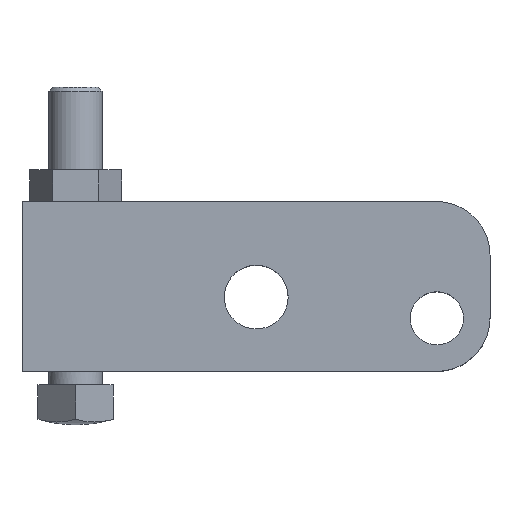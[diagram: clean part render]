
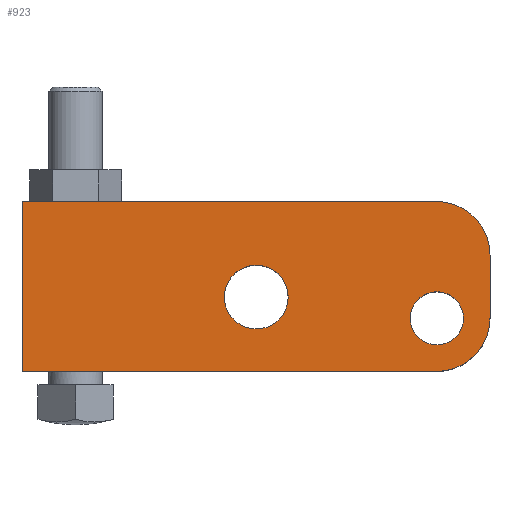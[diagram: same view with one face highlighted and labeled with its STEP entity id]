
A CAD part, top view. The second image highlights one B-rep face of the part: STEP entity #923.
In plain terms, the highlighted planar face has unit normal (0, 0, 1).
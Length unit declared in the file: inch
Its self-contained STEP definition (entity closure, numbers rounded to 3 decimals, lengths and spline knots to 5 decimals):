
#179=CARTESIAN_POINT('',(0.,0.,0.75));
#180=DIRECTION('',(0.,0.,-1.));
#181=DIRECTION('',(-1.,0.,0.));
#182=AXIS2_PLACEMENT_3D('',#179,#180,#181);
#184=CARTESIAN_POINT('',(0.,0.,0.75));
#185=DIRECTION('',(0.,0.,-1.));
#186=DIRECTION('',(1.,0.,0.));
#187=AXIS2_PLACEMENT_3D('',#184,#185,#186);
#189=CARTESIAN_POINT('',(-2.125,0.25,0.75));
#190=DIRECTION('',(0.,0.,-1.));
#191=DIRECTION('',(-1.,0.,0.));
#192=AXIS2_PLACEMENT_3D('',#189,#190,#191);
#194=CARTESIAN_POINT('',(-2.125,0.25,0.75));
#195=DIRECTION('',(0.,0.,-1.));
#196=DIRECTION('',(1.,0.,0.));
#197=AXIS2_PLACEMENT_3D('',#194,#195,#196);
#199=DIRECTION('',(0.,1.,0.));
#200=VECTOR('',#199,0.74);
#201=CARTESIAN_POINT('',(0.625,0.005,0.75));
#202=LINE('',#201,#200);
#203=DIRECTION('',(1.,0.,0.));
#204=VECTOR('',#203,4.875);
#205=CARTESIAN_POINT('',(-4.88,-0.625,0.75));
#206=LINE('',#205,#204);
#207=DIRECTION('',(0.,-1.,0.));
#208=VECTOR('',#207,2.);
#209=CARTESIAN_POINT('',(-4.88,1.375,0.75));
#210=LINE('',#209,#208);
#211=DIRECTION('',(-1.,0.,0.));
#212=VECTOR('',#211,4.875);
#213=CARTESIAN_POINT('',(-0.005,1.375,0.75));
#214=LINE('',#213,#212);
#246=CARTESIAN_POINT('',(-0.005,0.745,0.75));
#247=DIRECTION('',(0.,0.,1.));
#248=DIRECTION('',(1.,0.,0.));
#249=AXIS2_PLACEMENT_3D('',#246,#247,#248);
#423=CARTESIAN_POINT('',(-0.005,0.005,0.75));
#424=DIRECTION('',(0.,0.,1.));
#425=DIRECTION('',(0.,-1.,0.));
#426=AXIS2_PLACEMENT_3D('',#423,#424,#425);
#495=CARTESIAN_POINT('',(-4.88,1.375,0.75));
#496=CARTESIAN_POINT('',(-4.88,-0.625,0.75));
#497=VERTEX_POINT('',#495);
#498=VERTEX_POINT('',#496);
#503=CARTESIAN_POINT('',(-0.31325,0.,0.75));
#504=CARTESIAN_POINT('',(0.31325,0.,0.75));
#505=VERTEX_POINT('',#503);
#506=VERTEX_POINT('',#504);
#511=CARTESIAN_POINT('',(-2.50025,0.25,0.75));
#512=CARTESIAN_POINT('',(-1.74975,0.25,0.75));
#513=VERTEX_POINT('',#511);
#514=VERTEX_POINT('',#512);
#533=CARTESIAN_POINT('',(-0.005,-0.625,0.75));
#534=VERTEX_POINT('',#533);
#537=CARTESIAN_POINT('',(0.625,0.005,0.75));
#538=VERTEX_POINT('',#537);
#547=CARTESIAN_POINT('',(0.625,0.745,0.75));
#549=VERTEX_POINT('',#547);
#551=CARTESIAN_POINT('',(-0.005,1.375,0.75));
#552=VERTEX_POINT('',#551);
#897=CARTESIAN_POINT('',(0.,0.,0.75));
#898=DIRECTION('',(0.,0.,1.));
#899=DIRECTION('',(1.,0.,0.));
#900=AXIS2_PLACEMENT_3D('',#897,#898,#899);
#901=PLANE('',#900);
#903=ORIENTED_EDGE('',*,*,#902,.F.);
#905=ORIENTED_EDGE('',*,*,#904,.F.);
#907=ORIENTED_EDGE('',*,*,#906,.F.);
#908=ORIENTED_EDGE('',*,*,#741,.F.);
#910=ORIENTED_EDGE('',*,*,#909,.F.);
#912=ORIENTED_EDGE('',*,*,#911,.F.);
#913=EDGE_LOOP('',(#903,#905,#907,#908,#910,#912));
#914=FACE_OUTER_BOUND('',#913,.F.);
#915=ORIENTED_EDGE('',*,*,#806,.F.);
#916=ORIENTED_EDGE('',*,*,#834,.F.);
#917=EDGE_LOOP('',(#915,#916));
#918=FACE_BOUND('',#917,.F.);
#919=ORIENTED_EDGE('',*,*,#877,.F.);
#920=ORIENTED_EDGE('',*,*,#891,.F.);
#921=EDGE_LOOP('',(#919,#920));
#922=FACE_BOUND('',#921,.F.);
#923=ADVANCED_FACE('',(#914,#918,#922),#901,.T.);
#183=CIRCLE('',#182,0.31325);
#188=CIRCLE('',#187,0.31325);
#193=CIRCLE('',#192,0.37525);
#198=CIRCLE('',#197,0.37525);
#250=CIRCLE('',#249,0.63);
#427=CIRCLE('',#426,0.63);
#741=EDGE_CURVE('',#498,#534,#206,.T.);
#806=EDGE_CURVE('',#505,#506,#183,.T.);
#834=EDGE_CURVE('',#506,#505,#188,.T.);
#877=EDGE_CURVE('',#513,#514,#193,.T.);
#891=EDGE_CURVE('',#514,#513,#198,.T.);
#902=EDGE_CURVE('',#549,#552,#250,.T.);
#904=EDGE_CURVE('',#538,#549,#202,.T.);
#906=EDGE_CURVE('',#534,#538,#427,.T.);
#909=EDGE_CURVE('',#497,#498,#210,.T.);
#911=EDGE_CURVE('',#552,#497,#214,.T.);
